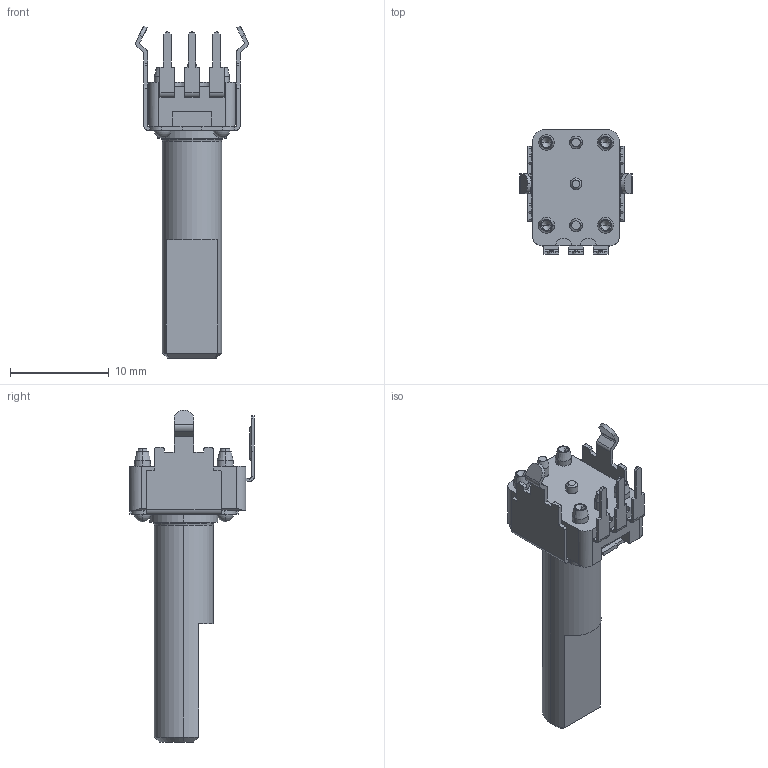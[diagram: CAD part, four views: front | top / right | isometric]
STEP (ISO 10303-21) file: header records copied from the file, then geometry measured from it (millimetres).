
FILE_DESCRIPTION (( 'STEP AP214' ), '1' );
FILE_NAME ('RK09D1130009.STEP', '2024-08-22T07:19:25', ( '' ), ( '' ), 'SwSTEP 2.0', 'SolidWorks 2023', '' );
FILE_SCHEMA (( 'AUTOMOTIVE_DESIGN' ));
Length unit declared in the file: millimetre
Products named in the file (1): RK09D1130009
Bounding box: 11.4 x 12.65 x 33.7 mm (x, y, z)
Volume: 1150.8 mm3; surface area: 1177.3 mm2
Topology: 1 solids, 1 shells, 262 faces, 675 edges, 422 vertices
Faces by surface type: plane 140, cylinder 75, cone 27, sphere 20
Entity records: 10689 total; most frequent: DIRECTION 1386, CARTESIAN_POINT 1354, ORIENTED_EDGE 1310, EDGE_CURVE 655, AXIS2_PLACEMENT_3D 474, LINE 438, VECTOR 438, VERTEX_POINT 418
